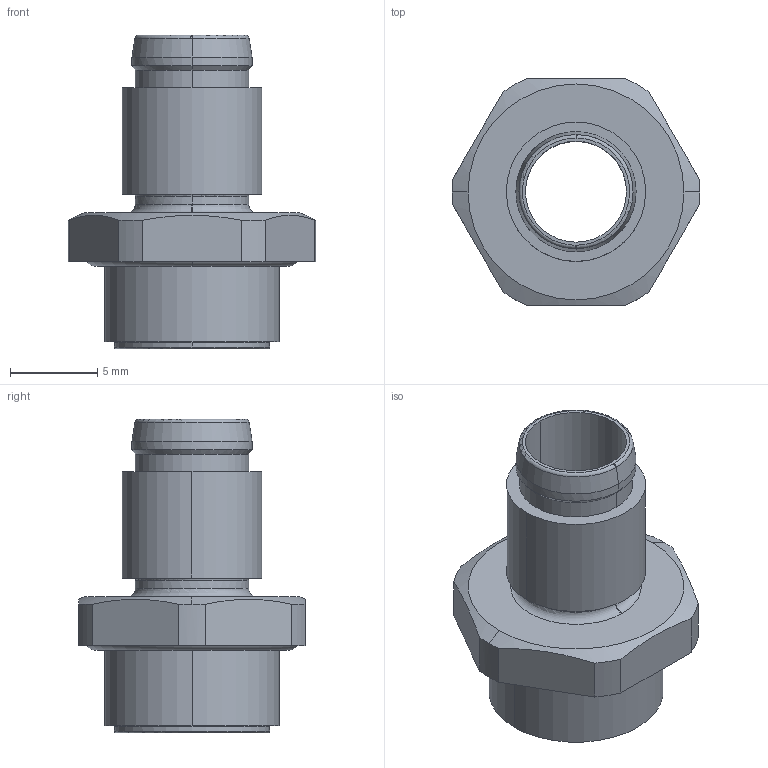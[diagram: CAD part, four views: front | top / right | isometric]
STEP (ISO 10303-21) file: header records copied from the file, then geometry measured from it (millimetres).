
FILE_DESCRIPTION(('CATIA V5 STEP Exchange','CAx-IF Rec.Pracs.--- Model Styling and Organization---1.4--- 2014-01-23'),'2;1');
FILE_NAME ('1217772-9_1', '2020-10-08T05:22:05+00:00', ('none'), ('Weidmueller'), 'CATIA Version 5-6 Release 2016 SP3 HF44', 'CATIA V5 STEP AP214', 'none');
FILE_SCHEMA(('AUTOMOTIVE_DESIGN { 1 0 10303 214 1 1 1 1 }'));
Length unit declared in the file: millimetre
Products named in the file (1): 2726020000
Bounding box: 14.2 x 13 x 18 mm (x, y, z)
Volume: 635.8 mm3; surface area: 1281.9 mm2
Topology: 2 solids, 2 shells, 127 faces, 298 edges, 180 vertices
Faces by surface type: torus 68, cylinder 28, plane 15, cone 14, bspline 2
Entity records: 4352 total; most frequent: CARTESIAN_POINT 1547, ORIENTED_EDGE 596, DIRECTION 497, AXIS2_PLACEMENT_3D 317, EDGE_CURVE 298, CIRCLE 193, VERTEX_POINT 180, EDGE_LOOP 136
